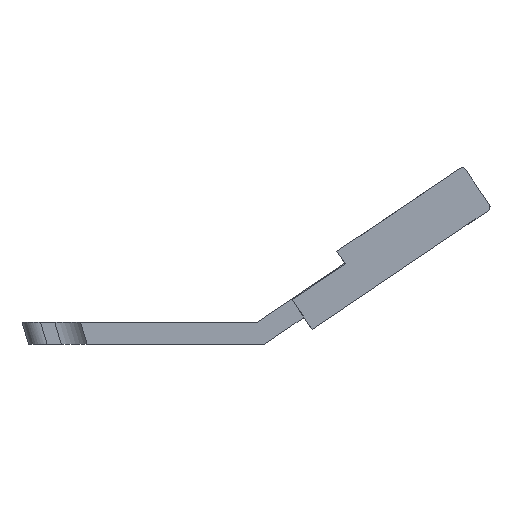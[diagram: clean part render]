
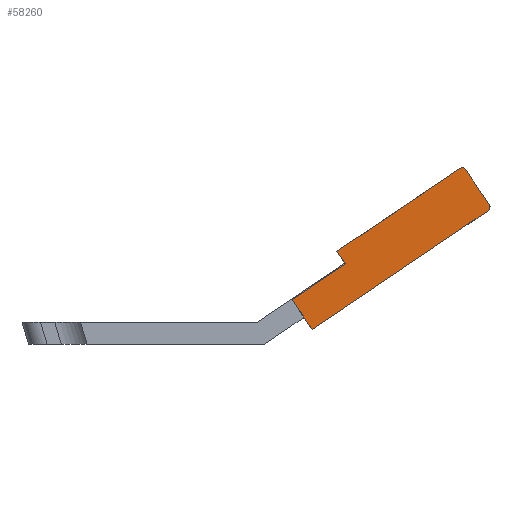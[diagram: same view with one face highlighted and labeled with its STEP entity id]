
A CAD part, left-side view. The second image highlights one B-rep face of the part: STEP entity #58260.
In plain terms, the highlighted planar face has unit normal (-1, 0, 0).
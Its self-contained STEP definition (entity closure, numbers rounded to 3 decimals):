
#690=CARTESIAN_POINT('',(7.219,88.309,
0.));
#700=DIRECTION('',(0.,0.,1.));
#710=VECTOR('',#700,1.);
#720=LINE('',#690,#710);
#730=CARTESIAN_POINT('',(7.219,88.309,
0.2));
#740=VERTEX_POINT('',#730);
#750=CARTESIAN_POINT('',(7.219,88.309,
2.1));
#760=VERTEX_POINT('',#750);
#770=EDGE_CURVE('',#740,#760,#720,.T.);
#3370=CARTESIAN_POINT('',(7.219,88.509,
0.));
#3380=VERTEX_POINT('',#3370);
#3410=CARTESIAN_POINT('',(7.219,88.509,
0.2));
#3420=DIRECTION('',(1.,0.,0.));
#3430=DIRECTION('',(0.,-1.,0.));
#3440=AXIS2_PLACEMENT_3D('',#3410,#3420,#3430);
#3450=CIRCLE('',#3440,0.2);
#3460=EDGE_CURVE('',#740,#3380,#3450,.T.);
#4630=CARTESIAN_POINT('',(7.219,34.3,
2.3));
#4640=DIRECTION('',(0.,1.,0.));
#4650=VECTOR('',#4640,1.);
#4660=LINE('',#4630,#4650);
#4670=CARTESIAN_POINT('',(7.219,88.509,2.3));
#4680=VERTEX_POINT('',#4670);
#4690=CARTESIAN_POINT('',(7.219,95.209,
2.3));
#4700=VERTEX_POINT('',#4690);
#4710=EDGE_CURVE('',#4680,#4700,#4660,.T.);
#10790=CARTESIAN_POINT('',(7.219,98.109,
0.));
#10800=VERTEX_POINT('',#10790);
#10830=CARTESIAN_POINT('',(7.219,92.144,
0.));
#10840=DIRECTION('',(0.,1.,0.));
#10850=VECTOR('',#10840,1.);
#10860=LINE('',#10830,#10850);
#10870=EDGE_CURVE('',#3380,#10800,#10860,.T.);
#11130=CARTESIAN_POINT('',(7.219,88.509,
2.1));
#11140=DIRECTION('',(1.,0.,0.));
#11150=DIRECTION('',(0.,-1.,0.));
#11160=AXIS2_PLACEMENT_3D('',#11130,#11140,#11150);
#11170=CIRCLE('',#11160,0.2);
#11180=EDGE_CURVE('',#4680,#760,#11170,.T.);
#57050=CARTESIAN_POINT('',(7.219,95.209,
1.629));
#57060=VERTEX_POINT('',#57050);
#57090=CARTESIAN_POINT('',(7.219,36.501,
1.629));
#57100=DIRECTION('',(0.,-1.,0.));
#57110=VECTOR('',#57100,1.);
#57120=LINE('',#57090,#57110);
#57130=CARTESIAN_POINT('',(7.219,98.109,
1.629));
#57140=VERTEX_POINT('',#57130);
#57150=EDGE_CURVE('',#57140,#57060,#57120,.T.);
#57420=CARTESIAN_POINT('',(7.219,98.109,
-50.041));
#57430=DIRECTION('',(0.,0.,-1.));
#57440=VECTOR('',#57430,1.);
#57450=LINE('',#57420,#57440);
#57460=EDGE_CURVE('',#57140,#10800,#57450,.T.);
#58060=CARTESIAN_POINT('',(7.219,36.587,
-50.143));
#58070=DIRECTION('',(-1.,0.,0.));
#58080=DIRECTION('',(0.,-0.002,
1.));
#58090=AXIS2_PLACEMENT_3D('',#58060,#58070,#58080);
#58100=PLANE('',#58090);
#58110=ORIENTED_EDGE('',*,*,#57150,.F.);
#58120=CARTESIAN_POINT('',(7.219,95.209,
-50.046));
#58130=DIRECTION('',(0.,0.,1.));
#58140=VECTOR('',#58130,1.);
#58150=LINE('',#58120,#58140);
#58160=EDGE_CURVE('',#57060,#4700,#58150,.T.);
#58170=ORIENTED_EDGE('',*,*,#58160,.F.);
#58180=ORIENTED_EDGE('',*,*,#4710,.T.);
#58190=ORIENTED_EDGE('',*,*,#11180,.F.);
#58200=ORIENTED_EDGE('',*,*,#770,.T.);
#58210=ORIENTED_EDGE('',*,*,#3460,.F.);
#58220=ORIENTED_EDGE('',*,*,#10870,.F.);
#58230=ORIENTED_EDGE('',*,*,#57460,.T.);
#58240=EDGE_LOOP('',(#58230,#58220,#58210,#58200,#58190,#58180,#58170,
#58110));
#58250=FACE_OUTER_BOUND('',#58240,.T.);
#58260=ADVANCED_FACE('',(#58250),#58100,.T.);
